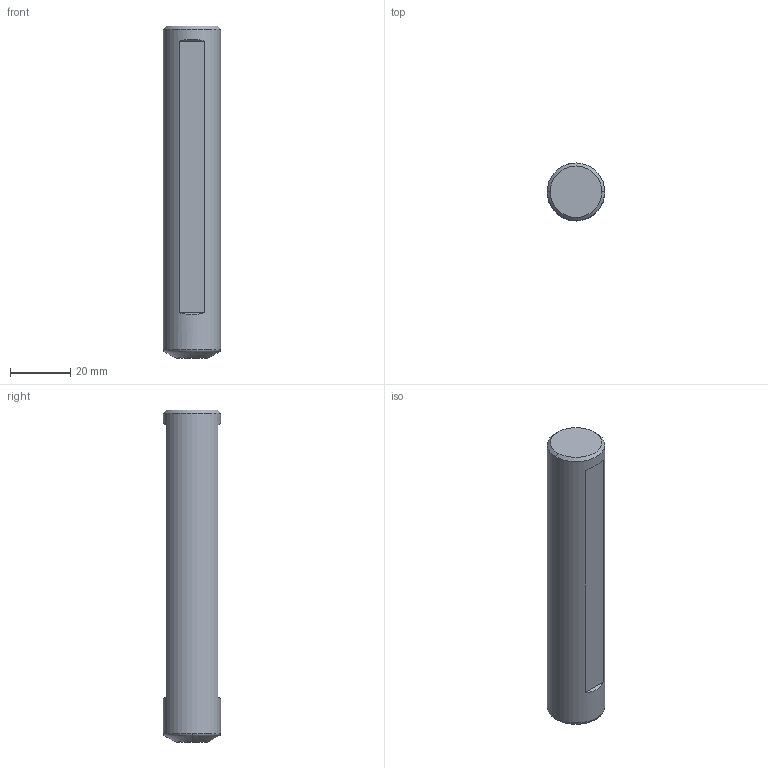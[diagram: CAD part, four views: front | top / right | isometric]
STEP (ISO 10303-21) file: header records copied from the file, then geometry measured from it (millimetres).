
FILE_DESCRIPTION(/* description */ (''),/* implementation_level */ '2;1');
FILE_NAME(/* name */ '1586151906632.stp',/* time_stamp */ '2020-04-06T11:15:37+06:00',/* author */ (''),/* organization */ ('SMS'),/* preprocessor_version */ 'ST-DEVELOPER v16.7',/* originating_system */ 'SIEMENS PLM Software NX 12.0',/* authorisation */ '');
FILE_SCHEMA (('AUTOMOTIVE_DESIGN { 1 0 10303 214 3 1 1 1 }'));
Length unit declared in the file: millimetre
Products named in the file (1): 202042244mod000_00
Bounding box: 19.05 x 19.05 x 110 mm (x, y, z)
Volume: 29792.3 mm3; surface area: 7208.5 mm2
Topology: 1 solids, 1 shells, 19 faces, 39 edges, 28 vertices
Faces by surface type: plane 9, cone 4, torus 4, cylinder 2
Full cylindrical faces by diameter (mm): 4 x1, 19.05 x1
Entity records: 629 total; most frequent: CARTESIAN_POINT 114, DIRECTION 104, ORIENTED_EDGE 86, EDGE_CURVE 43, AXIS2_PLACEMENT_3D 42, VERTEX_POINT 33, EDGE_LOOP 26, LINE 20
